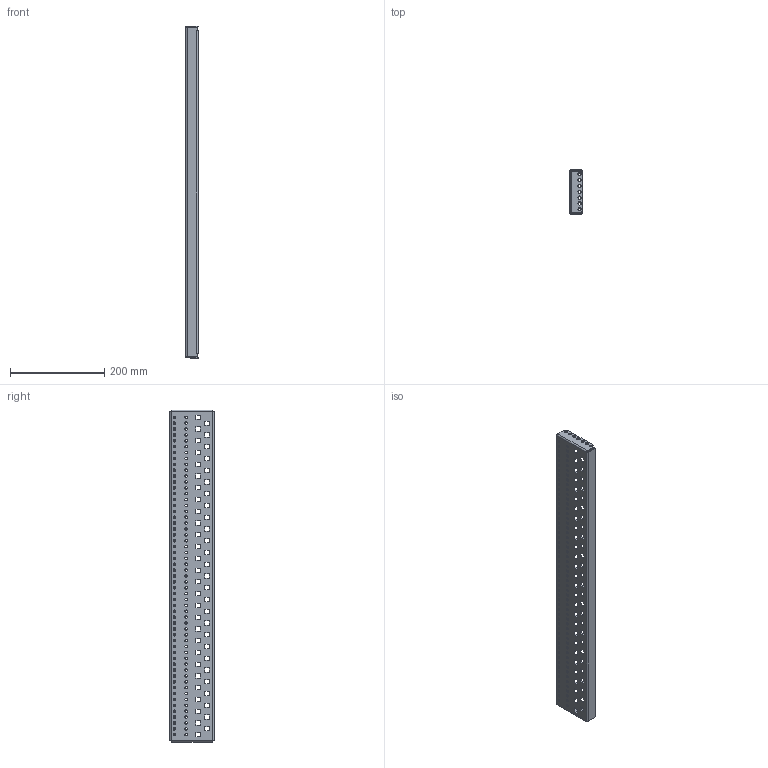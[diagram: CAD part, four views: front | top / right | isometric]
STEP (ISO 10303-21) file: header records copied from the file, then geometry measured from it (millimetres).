
FILE_DESCRIPTION (( 'STEP AP214' ), '1' );
FILE_NAME ('FO-00-RSB-080 FORMAT Ðåéêà áîêîâàÿ óñèëåííàÿ 800ìì (2øò_êîìïë) IEK.STEP', '2022-05-30T12:31:39', ( '' ), ( '' ), 'SwSTEP 2.0', 'SolidWorks 2017', '' );
FILE_SCHEMA (( 'AUTOMOTIVE_DESIGN' ));
Length unit declared in the file: millimetre
Products named in the file (1): FO-00-RSB-080 FORMAT Ðåéêà áîêîâàÿ óñèëåííàÿ 800ìì (2øò_êîìïë) IEK
Bounding box: 27 x 94 x 706 mm (x, y, z)
Volume: 213103.3 mm3; surface area: 225008.9 mm2
Topology: 1 solids, 1 shells, 538 faces, 1564 edges, 1028 vertices
Faces by surface type: plane 278, cylinder 260
Entity records: 18590 total; most frequent: DIRECTION 3166, CARTESIAN_POINT 3131, ORIENTED_EDGE 3128, EDGE_CURVE 1564, AXIS2_PLACEMENT_3D 1063, VECTOR 1040, LINE 1040, VERTEX_POINT 1028
